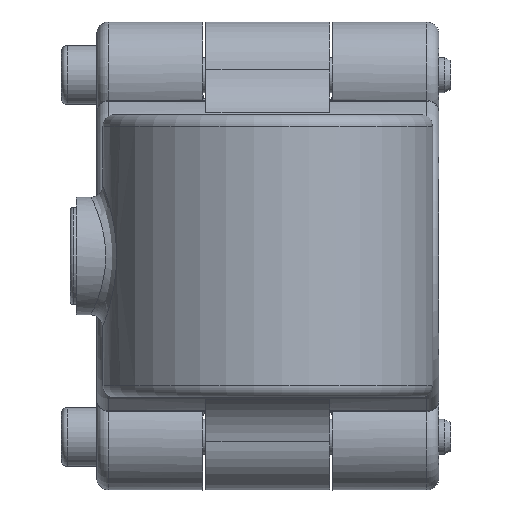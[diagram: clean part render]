
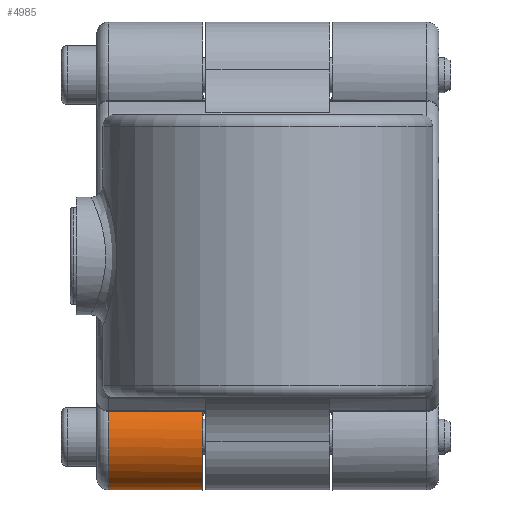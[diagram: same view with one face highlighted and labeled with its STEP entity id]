
A CAD part, front view. The second image highlights one B-rep face of the part: STEP entity #4985.
In plain terms, the highlighted cylindrical face has radius 9 mm (diameter 18 mm), a partial arc.
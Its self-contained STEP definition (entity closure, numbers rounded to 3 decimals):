
#189 = CARTESIAN_POINT ( 'NONE',  ( -27.941, 18.473, 11. ) ) ;
#220 = CARTESIAN_POINT ( 'NONE',  ( -30.7, 9.907, 27. ) ) ;
#284 = VECTOR ( 'NONE', #4893, 1000. ) ;
#403 = DIRECTION ( 'NONE',  ( -1., 0., 0. ) ) ;
#452 = AXIS2_PLACEMENT_3D ( 'NONE', #2785, #3956, #1003 ) ;
#513 = VERTEX_POINT ( 'NONE', #6268 ) ;
#591 = EDGE_CURVE ( 'NONE', #5551, #7481, #2113, .T. ) ;
#724 = CARTESIAN_POINT ( 'NONE',  ( -21.755, 10.904, 10.423 ) ) ;
#895 = VERTEX_POINT ( 'NONE', #4840 ) ;
#1003 = DIRECTION ( 'NONE',  ( 1., 0., 0. ) ) ;
#1374 = CARTESIAN_POINT ( 'NONE',  ( -21.733, 10.687, 10.608 ) ) ;
#1423 = CARTESIAN_POINT ( 'NONE',  ( -21.775, 11.071, 10.191 ) ) ;
#1425 = VECTOR ( 'NONE', #3598, 1000. ) ;
#1485 = CARTESIAN_POINT ( 'NONE',  ( -21.78, 11.104, 29. ) ) ;
#1779 = CIRCLE ( 'NONE', #3189, 9. ) ;
#2003 = CARTESIAN_POINT ( 'NONE',  ( -21.78, 11.104, 27. ) ) ;
#2113 = CIRCLE ( 'NONE', #452, 9. ) ;
#2131 = DIRECTION ( 'NONE',  ( 1., 0., 0. ) ) ;
#2301 = EDGE_LOOP ( 'NONE', ( #2812, #7503, #5289, #4032, #4185 ) ) ;
#2418 = AXIS2_PLACEMENT_3D ( 'NONE', #5173, #3389, #403 ) ;
#2550 = CARTESIAN_POINT ( 'NONE',  ( -21.763, 10.971, 10.353 ) ) ;
#2785 = CARTESIAN_POINT ( 'NONE',  ( -30.7, 9.907, 11. ) ) ;
#2812 = ORIENTED_EDGE ( 'NONE', *, *, #3061, .F. ) ;
#3000 = LINE ( 'NONE', #3682, #284 ) ;
#3061 = EDGE_CURVE ( 'NONE', #5412, #513, #5755, .T. ) ;
#3083 = CARTESIAN_POINT ( 'NONE',  ( -21.78, 11.104, 10. ) ) ;
#3132 = CARTESIAN_POINT ( 'NONE',  ( -21.711, 9.426, 11. ) ) ;
#3189 = AXIS2_PLACEMENT_3D ( 'NONE', #220, #4336, #2131 ) ;
#3372 = FACE_OUTER_BOUND ( 'NONE', #2301, .T. ) ;
#3389 = DIRECTION ( 'NONE',  ( 0., 0., -1. ) ) ;
#3554 = CYLINDRICAL_SURFACE ( 'NONE', #2418, 9. ) ;
#3560 = EDGE_CURVE ( 'NONE', #895, #5551, #3000, .T. ) ;
#3598 = DIRECTION ( 'NONE',  ( 0., 0., -1. ) ) ;
#3675 = CARTESIAN_POINT ( 'NONE',  ( -21.78, 11.104, 10.097 ) ) ;
#3682 = CARTESIAN_POINT ( 'NONE',  ( -27.941, 18.473, 29. ) ) ;
#3956 = DIRECTION ( 'NONE',  ( 0., 0., 1. ) ) ;
#4032 = ORIENTED_EDGE ( 'NONE', *, *, #591, .T. ) ;
#4185 = ORIENTED_EDGE ( 'NONE', *, *, #6961, .T. ) ;
#4319 = CARTESIAN_POINT ( 'NONE',  ( -21.703, 9.614, 10.98 ) ) ;
#4336 = DIRECTION ( 'NONE',  ( 0., 0., -1. ) ) ;
#4341 = CARTESIAN_POINT ( 'NONE',  ( -21.702, 10.169, 10.849 ) ) ;
#4840 = CARTESIAN_POINT ( 'NONE',  ( -27.941, 18.473, 27. ) ) ;
#4893 = DIRECTION ( 'NONE',  ( 0., 0., -1. ) ) ;
#4906 = CARTESIAN_POINT ( 'NONE',  ( -21.719, 10.518, 10.701 ) ) ;
#4959 = CARTESIAN_POINT ( 'NONE',  ( -21.698, 9.984, 10.904 ) ) ;
#4985 = ADVANCED_FACE ( 'NONE', ( #3372 ), #3554, .T. ) ;
#5173 = CARTESIAN_POINT ( 'NONE',  ( -30.7, 9.907, 29. ) ) ;
#5289 = ORIENTED_EDGE ( 'NONE', *, *, #3560, .T. ) ;
#5412 = VERTEX_POINT ( 'NONE', #2003 ) ;
#5436 = CARTESIAN_POINT ( 'NONE',  ( -21.725, 9.235, 11. ) ) ;
#5551 = VERTEX_POINT ( 'NONE', #189 ) ;
#5755 = LINE ( 'NONE', #1485, #1425 ) ;
#5917 = CARTESIAN_POINT ( 'NONE',  ( -21.725, 9.235, 11. ) ) ;
#6268 = CARTESIAN_POINT ( 'NONE',  ( -21.78, 11.104, 10. ) ) ;
#6423 = B_SPLINE_CURVE_WITH_KNOTS ( 'NONE', 3,
 ( #5436, #3132, #4319, #4959, #4341, #4906, #1374, #724, #2550, #1423, #3675, #3083 ),
 .UNSPECIFIED., .F., .F.,
 ( 4, 2, 2, 2, 2, 4 ),
 ( 0., 0.001, 0.001, 0.002, 0.002, 0.002 ),
 .UNSPECIFIED. ) ;
#6961 = EDGE_CURVE ( 'NONE', #7481, #513, #6423, .T. ) ;
#7219 = EDGE_CURVE ( 'NONE', #5412, #895, #1779, .T. ) ;
#7481 = VERTEX_POINT ( 'NONE', #5917 ) ;
#7503 = ORIENTED_EDGE ( 'NONE', *, *, #7219, .T. ) ;
